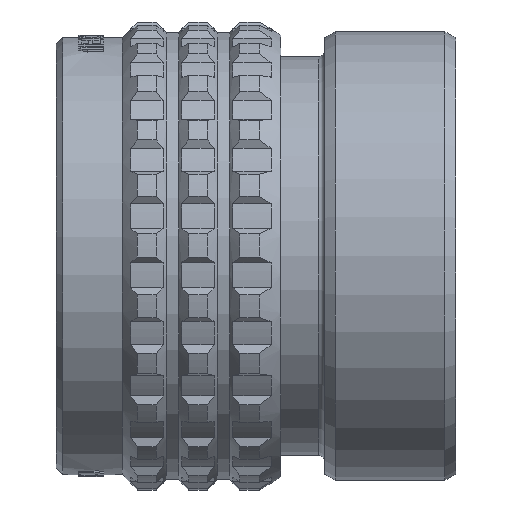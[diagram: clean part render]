
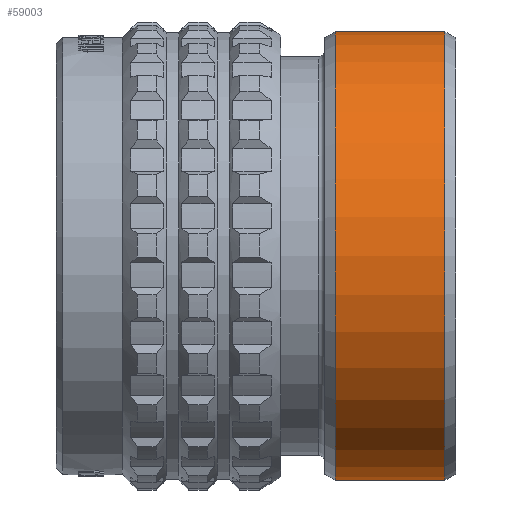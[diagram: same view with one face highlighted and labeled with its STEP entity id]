
A CAD part, top view. The second image highlights one B-rep face of the part: STEP entity #59003.
In plain terms, the highlighted cylindrical face has radius 17.975 mm (diameter 35.95 mm), a partial arc.
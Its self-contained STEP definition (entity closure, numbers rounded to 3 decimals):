
#2826=DIRECTION('',(-1.,0.,0.));
#2827=VECTOR('',#2826,8.768);
#2828=CARTESIAN_POINT('',(17.342,-17.975,0.));
#2829=LINE('5081',#2828,#2827);
#2830=DIRECTION('',(-1.,0.,0.));
#2831=VECTOR('',#2830,8.768);
#2832=CARTESIAN_POINT('',(17.342,17.975,0.));
#2833=LINE('5090',#2832,#2831);
#2834=CARTESIAN_POINT('',(17.342,0.,0.));
#2835=DIRECTION('',(-1.,0.,0.));
#2836=DIRECTION('',(0.,-1.,0.));
#2837=AXIS2_PLACEMENT_3D('',#2834,#2835,#2836);
#2847=CARTESIAN_POINT('',(8.574,0.,0.));
#2848=DIRECTION('',(-1.,0.,0.));
#2849=DIRECTION('',(0.,-1.,0.));
#2850=AXIS2_PLACEMENT_3D('',#2847,#2848,#2849);
#44866=CARTESIAN_POINT('',(17.342,-17.975,0.));
#44868=VERTEX_POINT('',#44866);
#44869=CARTESIAN_POINT('',(8.574,-17.975,0.));
#44870=VERTEX_POINT('',#44869);
#44878=CARTESIAN_POINT('',(17.342,17.975,0.));
#44880=VERTEX_POINT('',#44878);
#44881=CARTESIAN_POINT('',(8.574,17.975,0.));
#44882=VERTEX_POINT('',#44881);
#58991=CARTESIAN_POINT('',(-15.392,0.,0.));
#58992=DIRECTION('',(1.,0.,0.));
#58993=DIRECTION('',(0.,1.,0.));
#58994=AXIS2_PLACEMENT_3D('',#58991,#58992,#58993);
#58995=CYLINDRICAL_SURFACE('270',#58994,17.975);
#58996=ORIENTED_EDGE('5081',*,*,#58974,.T.);
#58998=ORIENTED_EDGE('5121',*,*,#58997,.T.);
#58999=ORIENTED_EDGE('5090',*,*,#58977,.F.);
#59000=ORIENTED_EDGE('5120',*,*,#58934,.F.);
#59001=EDGE_LOOP('270',(#58996,#58998,#58999,#59000));
#59002=FACE_OUTER_BOUND('270',#59001,.F.);
#2838=CIRCLE('5120',#2837,17.975);
#2851=CIRCLE('5121',#2850,17.975);
#58934=EDGE_CURVE('5120',#44868,#44880,#2838,.T.);
#58974=EDGE_CURVE('5081',#44868,#44870,#2829,.T.);
#58977=EDGE_CURVE('5090',#44880,#44882,#2833,.T.);
#58997=EDGE_CURVE('5121',#44870,#44882,#2851,.T.);
#59003=ADVANCED_FACE('270',(#59002),#58995,.T.);
